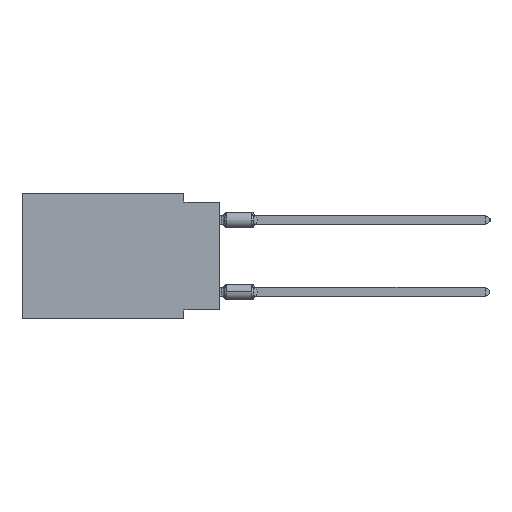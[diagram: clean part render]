
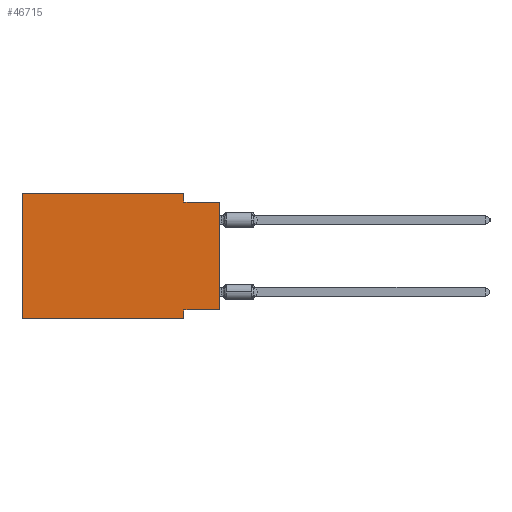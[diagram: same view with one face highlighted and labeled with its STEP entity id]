
A CAD part, left-side view. The second image highlights one B-rep face of the part: STEP entity #46715.
In plain terms, the highlighted planar face has unit normal (-1, 0, 0).
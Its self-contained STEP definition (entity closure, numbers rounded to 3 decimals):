
#21 = PLANE ( 'NONE',  #42742 ) ;
#491 = EDGE_CURVE ( 'NONE', #11437, #39382, #27598, .T. ) ;
#2119 = EDGE_CURVE ( 'NONE', #6875, #15543, #40385, .T. ) ;
#2144 = CARTESIAN_POINT ( 'NONE',  ( 0., 13.97, 0. ) ) ;
#2570 = CARTESIAN_POINT ( 'NONE',  ( 0., 0., -8.255 ) ) ;
#3407 = DIRECTION ( 'NONE',  ( 0., 0., -1. ) ) ;
#4303 = ORIENTED_EDGE ( 'NONE', *, *, #491, .F. ) ;
#4545 = VECTOR ( 'NONE', #38970, 1000. ) ;
#6404 = CARTESIAN_POINT ( 'NONE',  ( 0., 13.97, 0. ) ) ;
#6836 = DIRECTION ( 'NONE',  ( 0., 0., 1. ) ) ;
#6875 = VERTEX_POINT ( 'NONE', #6404 ) ;
#8105 = EDGE_CURVE ( 'NONE', #55103, #6875, #14360, .T. ) ;
#8201 = ORIENTED_EDGE ( 'NONE', *, *, #2119, .F. ) ;
#8569 = CARTESIAN_POINT ( 'NONE',  ( 0., 2.54, -8.89 ) ) ;
#8912 = CARTESIAN_POINT ( 'NONE',  ( 0., 2.54, -0.635 ) ) ;
#8937 = FACE_OUTER_BOUND ( 'NONE', #25146, .T. ) ;
#10144 = VECTOR ( 'NONE', #6836, 1000. ) ;
#10238 = ORIENTED_EDGE ( 'NONE', *, *, #37899, .T. ) ;
#11225 = CARTESIAN_POINT ( 'NONE',  ( 0., 2.54, -8.89 ) ) ;
#11437 = VERTEX_POINT ( 'NONE', #8912 ) ;
#11659 = CARTESIAN_POINT ( 'NONE',  ( 0., 0., -0.635 ) ) ;
#13222 = EDGE_CURVE ( 'NONE', #30944, #25986, #22688, .T. ) ;
#14360 = LINE ( 'NONE', #14920, #42294 ) ;
#14920 = CARTESIAN_POINT ( 'NONE',  ( 0., 13.97, 0. ) ) ;
#15205 = LINE ( 'NONE', #52649, #10144 ) ;
#15543 = VERTEX_POINT ( 'NONE', #46204 ) ;
#15874 = EDGE_CURVE ( 'NONE', #15543, #11437, #51243, .T. ) ;
#16745 = VERTEX_POINT ( 'NONE', #8569 ) ;
#20686 = DIRECTION ( 'NONE',  ( 1., 0., 0. ) ) ;
#22249 = ORIENTED_EDGE ( 'NONE', *, *, #13222, .F. ) ;
#22688 = LINE ( 'NONE', #2570, #23835 ) ;
#23502 = DIRECTION ( 'NONE',  ( 0., 1., 0. ) ) ;
#23835 = VECTOR ( 'NONE', #23502, 1000. ) ;
#25146 = EDGE_LOOP ( 'NONE', ( #28504, #4303, #29419, #8201, #38663, #10238, #31767, #22249 ) ) ;
#25986 = VERTEX_POINT ( 'NONE', #26106 ) ;
#26088 = CARTESIAN_POINT ( 'NONE',  ( 0., 2.54, 0. ) ) ;
#26106 = CARTESIAN_POINT ( 'NONE',  ( 0., 2.54, -8.255 ) ) ;
#26350 = VECTOR ( 'NONE', #37863, 1000. ) ;
#27420 = EDGE_CURVE ( 'NONE', #30944, #39382, #15205, .T. ) ;
#27598 = LINE ( 'NONE', #11659, #44339 ) ;
#28504 = ORIENTED_EDGE ( 'NONE', *, *, #27420, .T. ) ;
#29419 = ORIENTED_EDGE ( 'NONE', *, *, #15874, .F. ) ;
#30944 = VERTEX_POINT ( 'NONE', #44100 ) ;
#31121 = DIRECTION ( 'NONE',  ( 0., 0., 1. ) ) ;
#31767 = ORIENTED_EDGE ( 'NONE', *, *, #41940, .F. ) ;
#32455 = LINE ( 'NONE', #11225, #4545 ) ;
#35708 = VECTOR ( 'NONE', #36483, 1000. ) ;
#36483 = DIRECTION ( 'NONE',  ( 0., -1., 0. ) ) ;
#36677 = DIRECTION ( 'NONE',  ( 0., -1., 0. ) ) ;
#37863 = DIRECTION ( 'NONE',  ( 0., 0., -1. ) ) ;
#37899 = EDGE_CURVE ( 'NONE', #55103, #16745, #53988, .T. ) ;
#38663 = ORIENTED_EDGE ( 'NONE', *, *, #8105, .F. ) ;
#38970 = DIRECTION ( 'NONE',  ( 0., 0., -1. ) ) ;
#39382 = VERTEX_POINT ( 'NONE', #48043 ) ;
#40385 = LINE ( 'NONE', #2144, #35708 ) ;
#41940 = EDGE_CURVE ( 'NONE', #25986, #16745, #32455, .T. ) ;
#42294 = VECTOR ( 'NONE', #31121, 1000. ) ;
#42742 = AXIS2_PLACEMENT_3D ( 'NONE', #55060, #20686, #3407 ) ;
#44100 = CARTESIAN_POINT ( 'NONE',  ( 0., 0., -8.255 ) ) ;
#44339 = VECTOR ( 'NONE', #44643, 1000. ) ;
#44643 = DIRECTION ( 'NONE',  ( 0., -1., 0. ) ) ;
#46204 = CARTESIAN_POINT ( 'NONE',  ( 0., 2.54, 0. ) ) ;
#46715 = ADVANCED_FACE ( 'NONE', ( #8937 ), #21, .F. ) ;
#48043 = CARTESIAN_POINT ( 'NONE',  ( 0., 0., -0.635 ) ) ;
#48713 = CARTESIAN_POINT ( 'NONE',  ( 0., 13.97, -8.89 ) ) ;
#51243 = LINE ( 'NONE', #26088, #26350 ) ;
#52649 = CARTESIAN_POINT ( 'NONE',  ( 0., 0., 0. ) ) ;
#53254 = CARTESIAN_POINT ( 'NONE',  ( 0., 13.97, -8.89 ) ) ;
#53988 = LINE ( 'NONE', #48713, #54683 ) ;
#54683 = VECTOR ( 'NONE', #36677, 1000. ) ;
#55060 = CARTESIAN_POINT ( 'NONE',  ( 0., 13.97, 0. ) ) ;
#55103 = VERTEX_POINT ( 'NONE', #53254 ) ;
